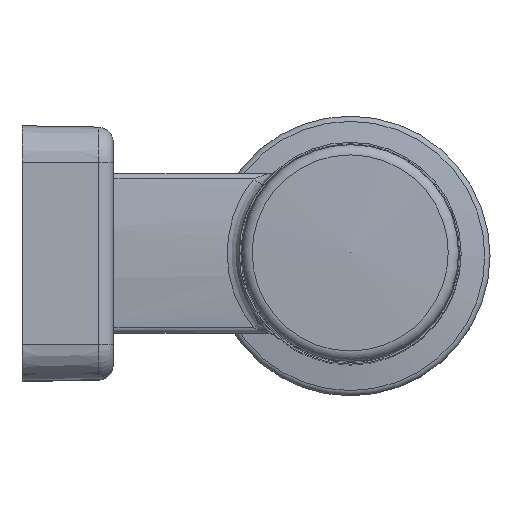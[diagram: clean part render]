
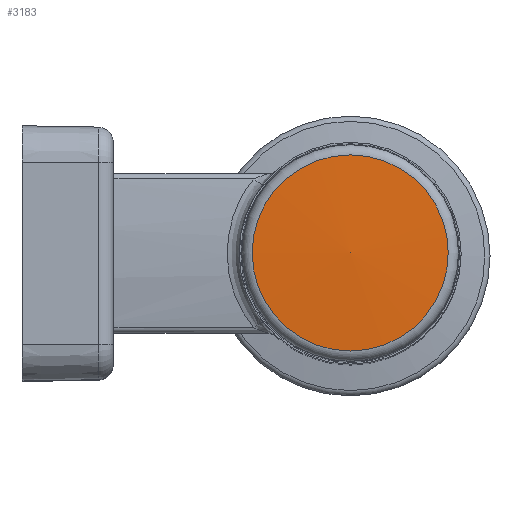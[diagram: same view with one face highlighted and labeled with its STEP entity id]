
A CAD part, top view. The second image highlights one B-rep face of the part: STEP entity #3183.
In plain terms, the highlighted spherical face has radius 261.3 mm.
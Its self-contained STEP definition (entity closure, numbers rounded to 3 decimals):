
#22=SPHERICAL_SURFACE('',#3569,261.3);
#1117=ORIENTED_EDGE('',*,*,#1804,.T.);
#1804=EDGE_CURVE('',#2270,#2270,#2546,.F.);
#2270=VERTEX_POINT('',#6725);
#2546=CIRCLE('',#3567,16.133);
#2757=EDGE_LOOP('',(#1117));
#2963=FACE_BOUND('',#2757,.T.);
#3183=ADVANCED_FACE('',(#2963),#22,.T.);
#3567=AXIS2_PLACEMENT_3D('',#6724,#4252,#4253);
#3569=AXIS2_PLACEMENT_3D('',#6728,#4256,#4257);
#4252=DIRECTION('',(0.,0.,-1.));
#4253=DIRECTION('',(-1.,0.,0.));
#4256=DIRECTION('',(0.,0.,-1.));
#4257=DIRECTION('',(-1.,0.,0.));
#6724=CARTESIAN_POINT('',(54.,0.,64.701));
#6725=CARTESIAN_POINT('',(37.867,0.,64.701));
#6728=CARTESIAN_POINT('',(54.,0.,-196.1));
